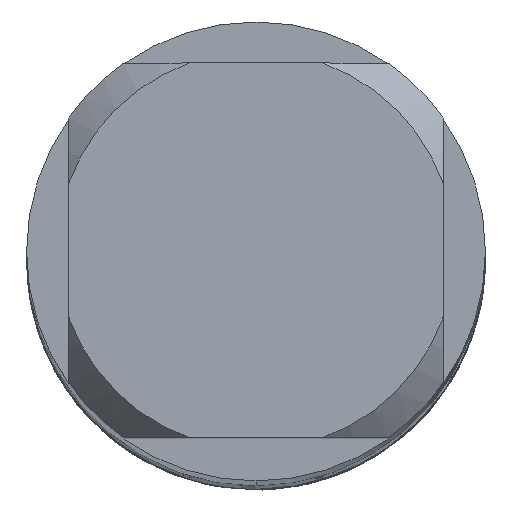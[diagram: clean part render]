
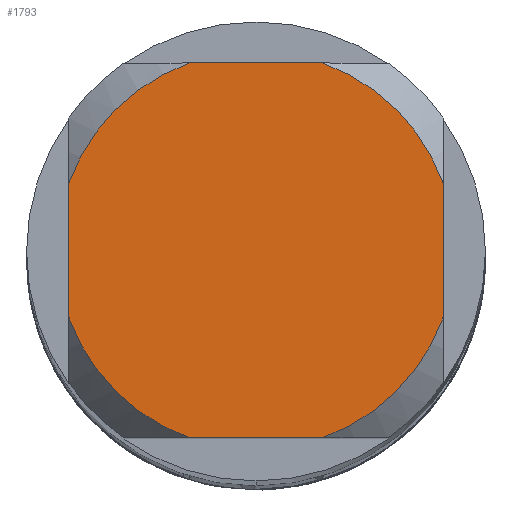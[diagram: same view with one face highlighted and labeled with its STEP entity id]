
A CAD part, top view. The second image highlights one B-rep face of the part: STEP entity #1793.
In plain terms, the highlighted planar face has unit normal (0, 0, 1).
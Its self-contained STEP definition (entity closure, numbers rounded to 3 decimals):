
#1793=ADVANCED_FACE('',(#4612),#4613,.T.);
#1833=EDGE_CURVE('',#3329,#3971,#4658,.T.);
#2081=VERTEX_POINT('',#4929);
#2115=EDGE_CURVE('',#3875,#3995,#4965,.T.);
#2339=EDGE_CURVE('',#3875,#3933,#5195,.T.);
#2415=VERTEX_POINT('',#5277);
#2481=EDGE_CURVE('',#2081,#3933,#5350,.T.);
#2855=EDGE_CURVE('',#3329,#2415,#5763,.T.);
#3329=VERTEX_POINT('',#6281);
#3443=EDGE_CURVE('',#4147,#3971,#6411,.T.);
#3639=EDGE_CURVE('',#2081,#2415,#6628,.T.);
#3875=VERTEX_POINT('',#6884);
#3933=VERTEX_POINT('',#6945);
#3971=VERTEX_POINT('',#6986);
#3983=EDGE_CURVE('',#4147,#3995,#7000,.T.);
#3995=VERTEX_POINT('',#7013);
#4147=VERTEX_POINT('',#7184);
#4612=FACE_OUTER_BOUND('',#8197,.T.);
#4613=PLANE('',#8198);
#4658=CIRCLE('',#8517,2.6);
#4929=CARTESIAN_POINT('',(-0.87,-2.45,0.0));
#4965=LINE('',#9163,#9164);
#5195=CIRCLE('',#9844,2.6);
#5277=CARTESIAN_POINT('',(-2.45,-0.87,0.0));
#5350=LINE('',#10415,#10416);
#5763=LINE('',#11614,#11615);
#6281=CARTESIAN_POINT('',(-2.45,0.87,0.0));
#6411=LINE('',#13358,#13359);
#6628=CIRCLE('',#14024,2.6);
#6884=CARTESIAN_POINT('',(2.45,-0.87,0.0));
#6945=CARTESIAN_POINT('',(0.87,-2.45,0.0));
#6986=CARTESIAN_POINT('',(-0.87,2.45,0.0));
#7000=CIRCLE('',#15193,2.6);
#7013=CARTESIAN_POINT('',(2.45,0.87,0.0));
#7184=CARTESIAN_POINT('',(0.87,2.45,0.0));
#8197=EDGE_LOOP('',(#16053,#16054,#16055,#16056,#16057,#16058,#16059,#16060));
#8198=AXIS2_PLACEMENT_3D('',#16061,#16062,#16063);
#8517=AXIS2_PLACEMENT_3D('',#16193,#16194,#16195);
#9163=CARTESIAN_POINT('',(2.45,0.65,0.0));
#9164=VECTOR('',#16539,1.0);
#9844=AXIS2_PLACEMENT_3D('',#16649,#16650,#16651);
#10415=CARTESIAN_POINT('',(0.0,-2.45,0.0));
#10416=VECTOR('',#16800,1.0);
#11614=CARTESIAN_POINT('',(-2.45,0.65,0.0));
#11615=VECTOR('',#17240,1.0);
#13358=CARTESIAN_POINT('',(0.0,2.45,0.0));
#13359=VECTOR('',#18013,1.0);
#14024=AXIS2_PLACEMENT_3D('',#18341,#18342,#18343);
#15193=AXIS2_PLACEMENT_3D('',#18702,#18703,#18704);
#16053=ORIENTED_EDGE('',*,*,#2855,.T.);
#16054=ORIENTED_EDGE('',*,*,#3639,.F.);
#16055=ORIENTED_EDGE('',*,*,#2481,.T.);
#16056=ORIENTED_EDGE('',*,*,#2339,.F.);
#16057=ORIENTED_EDGE('',*,*,#2115,.T.);
#16058=ORIENTED_EDGE('',*,*,#3983,.F.);
#16059=ORIENTED_EDGE('',*,*,#3443,.T.);
#16060=ORIENTED_EDGE('',*,*,#1833,.F.);
#16061=CARTESIAN_POINT('',(0.0,1.3,0.0));
#16062=DIRECTION('',(-0.0,0.0,1.0));
#16063=DIRECTION('',(0.0,-1.0,0.0));
#16193=CARTESIAN_POINT('',(0.0,0.0,0.0));
#16194=DIRECTION('',(0.0,0.0,-1.0));
#16195=DIRECTION('',(0.0,1.0,0.0));
#16539=DIRECTION('',(-0.0,1.0,0.0));
#16649=CARTESIAN_POINT('',(0.0,0.0,0.0));
#16650=DIRECTION('',(0.0,0.0,-1.0));
#16651=DIRECTION('',(0.0,1.0,0.0));
#16800=DIRECTION('',(1.0,0.0,0.0));
#17240=DIRECTION('',(-0.0,-1.0,0.0));
#18013=DIRECTION('',(-1.0,0.0,0.0));
#18341=CARTESIAN_POINT('',(0.0,0.0,0.0));
#18342=DIRECTION('',(0.0,0.0,-1.0));
#18343=DIRECTION('',(0.0,1.0,0.0));
#18702=CARTESIAN_POINT('',(0.0,0.0,0.0));
#18703=DIRECTION('',(0.0,0.0,-1.0));
#18704=DIRECTION('',(0.0,1.0,0.0));
